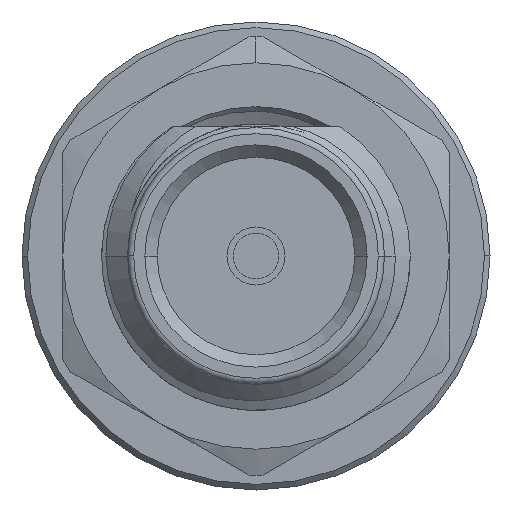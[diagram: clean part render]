
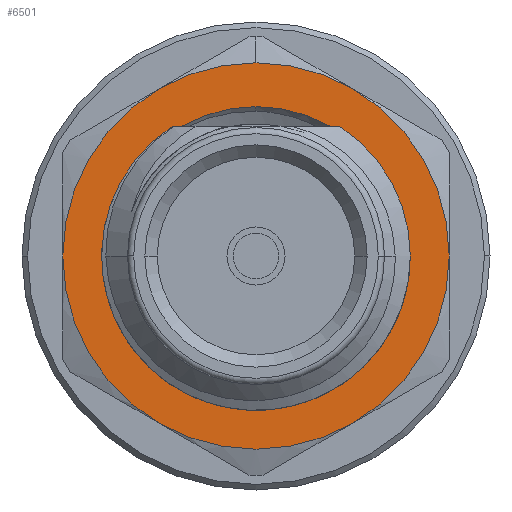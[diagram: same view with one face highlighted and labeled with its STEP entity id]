
A CAD part, left-side view. The second image highlights one B-rep face of the part: STEP entity #6501.
In plain terms, the highlighted planar face has unit normal (-1, 0, 0).
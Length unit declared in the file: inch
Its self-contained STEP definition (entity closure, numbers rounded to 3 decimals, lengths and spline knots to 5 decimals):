
#34 = DIRECTION ( 'NONE',  ( 0., 0., 1. ) ) ;
#37 = ORIENTED_EDGE ( 'NONE', *, *, #12947, .T. ) ;
#172 = CARTESIAN_POINT ( 'NONE',  ( 0.188, 0.12295, -0.01716 ) ) ;
#277 = CARTESIAN_POINT ( 'NONE',  ( 0.188, 0., 0. ) ) ;
#1177 = PLANE ( 'NONE',  #16109 ) ;
#1354 = CARTESIAN_POINT ( 'NONE',  ( 0.188, 0., 0. ) ) ;
#1447 = CARTESIAN_POINT ( 'NONE',  ( 0.188, -0.00644, -0.12085 ) ) ;
#1545 = EDGE_CURVE ( 'NONE', #15481, #4251, #11130, .T. ) ;
#1762 = CARTESIAN_POINT ( 'NONE',  ( 0.188, 0.11924, -0.0375 ) ) ;
#1916 = B_SPLINE_CURVE_WITH_KNOTS ( 'NONE', 3,
 ( #1762, #23531, #172, #14472, #3506, #16196 ),
 .UNSPECIFIED., .F., .F.,
 ( 4, 2, 4 ),
 ( 0., 0.00078, 0.00157 ),
 .UNSPECIFIED. ) ;
#2361 = EDGE_CURVE ( 'NONE', #10199, #8472, #13397, .T. ) ;
#3506 = CARTESIAN_POINT ( 'NONE',  ( 0.188, 0.12132, 0.01388 ) ) ;
#3537 = ORIENTED_EDGE ( 'NONE', *, *, #4175, .T. ) ;
#3766 = CARTESIAN_POINT ( 'NONE',  ( 0.188, 0., 0.1565 ) ) ;
#3927 = CARTESIAN_POINT ( 'NONE',  ( 0.188, 0., 0.12102 ) ) ;
#4058 = ORIENTED_EDGE ( 'NONE', *, *, #18117, .T. ) ;
#4175 = EDGE_CURVE ( 'NONE', #13811, #8587, #1916, .T. ) ;
#4251 = VERTEX_POINT ( 'NONE', #5564 ) ;
#4309 = VERTEX_POINT ( 'NONE', #6439 ) ;
#4789 = ORIENTED_EDGE ( 'NONE', *, *, #11651, .T. ) ;
#4947 = CARTESIAN_POINT ( 'NONE',  ( 0.188, 0., 0. ) ) ;
#5025 = DIRECTION ( 'NONE',  ( -1., 0., 0. ) ) ;
#5161 = CARTESIAN_POINT ( 'NONE',  ( 0.188, -0.00108, -0.12145 ) ) ;
#5423 = CARTESIAN_POINT ( 'NONE',  ( 0.188, 0., 0. ) ) ;
#5564 = CARTESIAN_POINT ( 'NONE',  ( 0.188, -0.07825, 0.13553 ) ) ;
#5573 = VERTEX_POINT ( 'NONE', #3927 ) ;
#5917 = DIRECTION ( 'NONE',  ( -1., 0., 0. ) ) ;
#6055 = CIRCLE ( 'NONE', #9047, 0.1565 ) ;
#6091 = EDGE_LOOP ( 'NONE', ( #19650, #23479, #22852, #4789, #4058, #12621, #22393 ) ) ;
#6439 = CARTESIAN_POINT ( 'NONE',  ( 0.188, 0.07825, -0.13553 ) ) ;
#6501 = ADVANCED_FACE ( 'NONE', ( #18724, #17029 ), #1177, .T. ) ;
#6811 = DIRECTION ( 'NONE',  ( 0., 0., 1. ) ) ;
#6921 = CARTESIAN_POINT ( 'NONE',  ( 0.188, 0.01513, -0.12146 ) ) ;
#6932 = DIRECTION ( 'NONE',  ( 0., 0., 1. ) ) ;
#7261 = CARTESIAN_POINT ( 'NONE',  ( 0.188, 0., 0. ) ) ;
#7454 = EDGE_CURVE ( 'NONE', #18861, #17624, #13841, .T. ) ;
#7701 = DIRECTION ( 'NONE',  ( 0., 0., 1. ) ) ;
#7808 = CARTESIAN_POINT ( 'NONE',  ( 0.188, -0.00644, -0.12085 ) ) ;
#8421 = DIRECTION ( 'NONE',  ( -1., 0., 0. ) ) ;
#8472 = VERTEX_POINT ( 'NONE', #19478 ) ;
#8587 = VERTEX_POINT ( 'NONE', #15975 ) ;
#8649 = DIRECTION ( 'NONE',  ( 0., 0., 1. ) ) ;
#8716 = CIRCLE ( 'NONE', #10539, 0.125 ) ;
#8881 = CARTESIAN_POINT ( 'NONE',  ( 0.188, 0.03664, -0.11856 ) ) ;
#8927 = DIRECTION ( 'NONE',  ( -1., 0., 0. ) ) ;
#9047 = AXIS2_PLACEMENT_3D ( 'NONE', #4947, #5025, #6932 ) ;
#9233 = DIRECTION ( 'NONE',  ( -1., 0., 0. ) ) ;
#9506 = AXIS2_PLACEMENT_3D ( 'NONE', #22115, #9233, #16453 ) ;
#9518 = DIRECTION ( 'NONE',  ( 1., 0., 0. ) ) ;
#9569 = DIRECTION ( 'NONE',  ( 0., 0., 1. ) ) ;
#9854 = DIRECTION ( 'NONE',  ( 1., 0., 0. ) ) ;
#10199 = VERTEX_POINT ( 'NONE', #14297 ) ;
#10539 = AXIS2_PLACEMENT_3D ( 'NONE', #19531, #8421, #8649 ) ;
#11092 = CARTESIAN_POINT ( 'NONE',  ( 0.188, -0.07825, -0.13553 ) ) ;
#11130 = CIRCLE ( 'NONE', #11430, 0.1565 ) ;
#11430 = AXIS2_PLACEMENT_3D ( 'NONE', #7261, #8927, #34 ) ;
#11651 = EDGE_CURVE ( 'NONE', #8472, #4309, #12678, .T. ) ;
#12495 = EDGE_CURVE ( 'NONE', #13811, #17624, #8716, .T. ) ;
#12505 = AXIS2_PLACEMENT_3D ( 'NONE', #15487, #9854, #13676 ) ;
#12541 = AXIS2_PLACEMENT_3D ( 'NONE', #18560, #9518, #7701 ) ;
#12621 = ORIENTED_EDGE ( 'NONE', *, *, #22313, .T. ) ;
#12624 = CARTESIAN_POINT ( 'NONE',  ( 0.188, -0.1565, 0. ) ) ;
#12678 = CIRCLE ( 'NONE', #17385, 0.1565 ) ;
#12782 = ORIENTED_EDGE ( 'NONE', *, *, #7454, .T. ) ;
#12947 = EDGE_CURVE ( 'NONE', #5573, #18861, #23461, .T. ) ;
#13397 = CIRCLE ( 'NONE', #13418, 0.1565 ) ;
#13418 = AXIS2_PLACEMENT_3D ( 'NONE', #22048, #20303, #22215 ) ;
#13676 = DIRECTION ( 'NONE',  ( 0., 0., 1. ) ) ;
#13811 = VERTEX_POINT ( 'NONE', #20816 ) ;
#13841 = B_SPLINE_CURVE_WITH_KNOTS ( 'NONE', 3,
 ( #1447, #5161, #23282, #6921, #17863, #8881, #21594, #18073 ),
 .UNSPECIFIED., .F., .F.,
 ( 4, 2, 2, 4 ),
 ( 0.00139, 0.0018, 0.00221, 0.00303 ),
 .UNSPECIFIED. ) ;
#14063 = DIRECTION ( 'NONE',  ( -1., 0., 0. ) ) ;
#14297 = CARTESIAN_POINT ( 'NONE',  ( 0.188, 0.07825, 0.13553 ) ) ;
#14472 = CARTESIAN_POINT ( 'NONE',  ( 0.188, 0.12275, 0.00347 ) ) ;
#14480 = DIRECTION ( 'NONE',  ( 0., 0., 1. ) ) ;
#15481 = VERTEX_POINT ( 'NONE', #12624 ) ;
#15487 = CARTESIAN_POINT ( 'NONE',  ( 0.188, 0., 0. ) ) ;
#15499 = EDGE_LOOP ( 'NONE', ( #19295, #3537, #16175, #37, #12782 ) ) ;
#15617 = EDGE_CURVE ( 'NONE', #8587, #5573, #20593, .T. ) ;
#15975 = CARTESIAN_POINT ( 'NONE',  ( 0.188, 0.11865, 0.02381 ) ) ;
#16001 = DIRECTION ( 'NONE',  ( -1., 0., 0. ) ) ;
#16109 = AXIS2_PLACEMENT_3D ( 'NONE', #17682, #16001, #6811 ) ;
#16175 = ORIENTED_EDGE ( 'NONE', *, *, #15617, .T. ) ;
#16196 = CARTESIAN_POINT ( 'NONE',  ( 0.188, 0.11865, 0.02381 ) ) ;
#16453 = DIRECTION ( 'NONE',  ( 0., 0., 1. ) ) ;
#17029 = FACE_BOUND ( 'NONE', #15499, .T. ) ;
#17385 = AXIS2_PLACEMENT_3D ( 'NONE', #5423, #19882, #14480 ) ;
#17624 = VERTEX_POINT ( 'NONE', #18924 ) ;
#17682 = CARTESIAN_POINT ( 'NONE',  ( 0.188, 0., 0. ) ) ;
#17706 = DIRECTION ( 'NONE',  ( 0., 0., 1. ) ) ;
#17863 = CARTESIAN_POINT ( 'NONE',  ( 0.188, 0.0206, -0.12099 ) ) ;
#18073 = CARTESIAN_POINT ( 'NONE',  ( 0.188, 0.05701, -0.11124 ) ) ;
#18117 = EDGE_CURVE ( 'NONE', #4309, #22639, #18854, .T. ) ;
#18155 = EDGE_CURVE ( 'NONE', #4251, #18226, #19439, .T. ) ;
#18191 = AXIS2_PLACEMENT_3D ( 'NONE', #1354, #14063, #17706 ) ;
#18226 = VERTEX_POINT ( 'NONE', #3766 ) ;
#18560 = CARTESIAN_POINT ( 'NONE',  ( 0.188, 0., 0. ) ) ;
#18724 = FACE_OUTER_BOUND ( 'NONE', #6091, .T. ) ;
#18854 = CIRCLE ( 'NONE', #9506, 0.1565 ) ;
#18861 = VERTEX_POINT ( 'NONE', #7808 ) ;
#18924 = CARTESIAN_POINT ( 'NONE',  ( 0.188, 0.05701, -0.11124 ) ) ;
#19268 = EDGE_CURVE ( 'NONE', #18226, #10199, #6055, .T. ) ;
#19295 = ORIENTED_EDGE ( 'NONE', *, *, #12495, .F. ) ;
#19439 = CIRCLE ( 'NONE', #23376, 0.1565 ) ;
#19478 = CARTESIAN_POINT ( 'NONE',  ( 0.188, 0.1565, 0. ) ) ;
#19497 = CIRCLE ( 'NONE', #18191, 0.1565 ) ;
#19531 = CARTESIAN_POINT ( 'NONE',  ( 0.188, 0., 0. ) ) ;
#19650 = ORIENTED_EDGE ( 'NONE', *, *, #18155, .T. ) ;
#19882 = DIRECTION ( 'NONE',  ( -1., 0., 0. ) ) ;
#20303 = DIRECTION ( 'NONE',  ( -1., 0., 0. ) ) ;
#20593 = CIRCLE ( 'NONE', #12541, 0.12102 ) ;
#20816 = CARTESIAN_POINT ( 'NONE',  ( 0.188, 0.11924, -0.0375 ) ) ;
#21594 = CARTESIAN_POINT ( 'NONE',  ( 0.188, 0.047, -0.11559 ) ) ;
#22048 = CARTESIAN_POINT ( 'NONE',  ( 0.188, 0., 0. ) ) ;
#22115 = CARTESIAN_POINT ( 'NONE',  ( 0.188, 0., 0. ) ) ;
#22215 = DIRECTION ( 'NONE',  ( 0., 0., 1. ) ) ;
#22313 = EDGE_CURVE ( 'NONE', #22639, #15481, #19497, .T. ) ;
#22393 = ORIENTED_EDGE ( 'NONE', *, *, #1545, .T. ) ;
#22639 = VERTEX_POINT ( 'NONE', #11092 ) ;
#22852 = ORIENTED_EDGE ( 'NONE', *, *, #2361, .T. ) ;
#23282 = CARTESIAN_POINT ( 'NONE',  ( 0.188, 0.00431, -0.12168 ) ) ;
#23376 = AXIS2_PLACEMENT_3D ( 'NONE', #277, #5917, #9569 ) ;
#23461 = CIRCLE ( 'NONE', #12505, 0.12102 ) ;
#23479 = ORIENTED_EDGE ( 'NONE', *, *, #19268, .T. ) ;
#23531 = CARTESIAN_POINT ( 'NONE',  ( 0.188, 0.12176, -0.02738 ) ) ;
